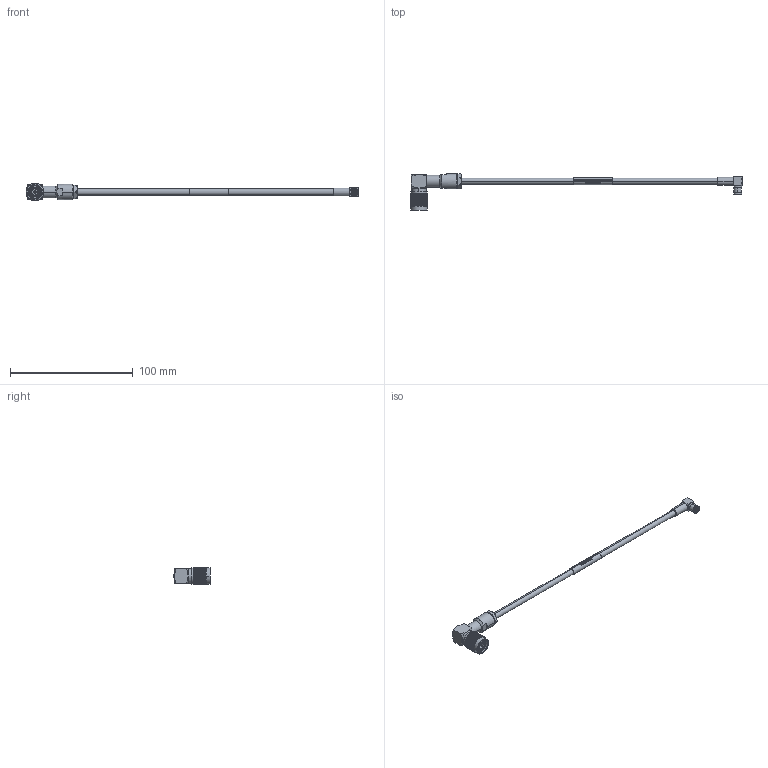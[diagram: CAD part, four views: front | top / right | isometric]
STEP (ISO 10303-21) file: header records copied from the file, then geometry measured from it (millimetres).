
FILE_DESCRIPTION (( 'STEP AP214' ), '1' );
FILE_NAME ('FMCA100288_3D.step', '2024-10-30T17:55:38', ( '' ), ( '' ), 'SwSTEP 2.0', 'SolidWorks 2022', '' );
FILE_SCHEMA (( 'AUTOMOTIVE_DESIGN' ));
Length unit declared in the file: inch
Products named in the file (4): FMCN1392^FMCA100288; LMR-195-UF^FMCA100288_FM; FMCA100288_3D; FMCN5263^FMCA100288
Assembly tree (3 placements, depth 2):
  FMCA100288_3D
    LMR-195-UF^FMCA100288_FM
    FMCN5263^FMCA100288
    FMCN1392^FMCA100288
Bounding box: 270.02 x 29.89 x 14.5 mm (x, y, z)
Volume: 11521.2 mm3; surface area: 8841.5 mm2
Topology: 4 solids, 4 shells, 3274 faces, 7270 edges, 4072 vertices
Faces by surface type: bspline 2282, cylinder 646, plane 287, cone 59
Entity records: 129787 total; most frequent: CARTESIAN_POINT 81061, ORIENTED_EDGE 14540, EDGE_CURVE 7270, VERTEX_POINT 4072, DIRECTION 3593, EDGE_LOOP 3342, ADVANCED_FACE 3274, FACE_OUTER_BOUND 3274
